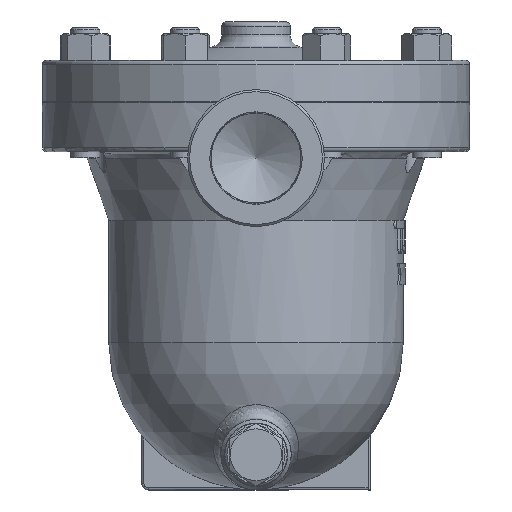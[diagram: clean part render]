
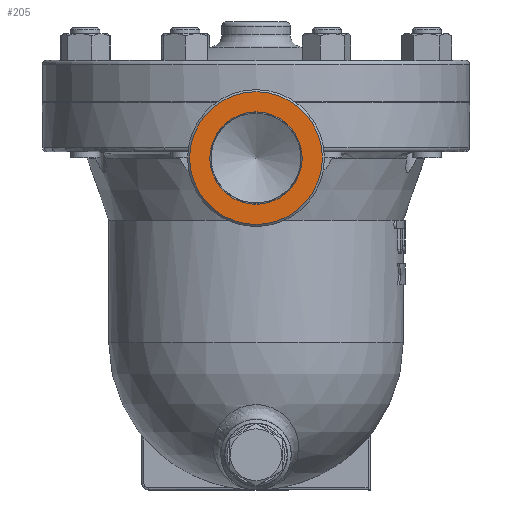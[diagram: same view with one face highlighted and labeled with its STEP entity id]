
A CAD part, left-side view. The second image highlights one B-rep face of the part: STEP entity #205.
In plain terms, the highlighted free-form (B-spline) face has degree [1, 1] with [2, 2] control points.
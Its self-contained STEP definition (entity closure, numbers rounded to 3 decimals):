
#110=CARTESIAN_POINT('',(-161.,0.0,-25.26));
#111=VERTEX_POINT('',#110);
#112=CARTESIAN_POINT('',(-161.,0.0,-3.));
#113=DIRECTION('',(1.0,0.0,0.0));
#114=DIRECTION('',(0.0,0.0,-1.0));
#115=AXIS2_PLACEMENT_3D('',#112,#113,#114);
#116=CIRCLE('',#115,22.26);
#117=EDGE_CURVE('',#111,#111,#116,.T.);
#171=CARTESIAN_POINT('',(-161.,0.,29.));
#172=VERTEX_POINT('',#171);
#173=CARTESIAN_POINT('',(-161.,0.0,-3.));
#174=DIRECTION('',(-1.0,0.0,0.0));
#175=DIRECTION('',(0.0,0.0,-1.0));
#176=AXIS2_PLACEMENT_3D('',#173,#174,#175);
#177=CIRCLE('',#176,32.0);
#178=EDGE_CURVE('',#172,#172,#177,.T.);
#194=CARTESIAN_POINT('',(-161.,32.0,29.));
#195=CARTESIAN_POINT('',(-161.,32.0,-35.));
#196=CARTESIAN_POINT('',(-161.,-32.0,29.));
#197=CARTESIAN_POINT('',(-161.,-32.0,-35.));
#198=B_SPLINE_SURFACE_WITH_KNOTS('',1,1,((#194,#196),(#195,#197)),.UNSPECIFIED.,.F.,.F.,.U.,(2,2),(2,2),(0.0,64.0),(0.0,64.0),.UNSPECIFIED.);
#199=ORIENTED_EDGE('',*,*,#178,.T.);
#200=EDGE_LOOP('',(#199));
#201=FACE_OUTER_BOUND('',#200,.T.);
#202=ORIENTED_EDGE('',*,*,#117,.T.);
#203=EDGE_LOOP('',(#202));
#204=FACE_BOUND('',#203,.T.);
#205=ADVANCED_FACE('',(#201,#204),#198,.T.);
